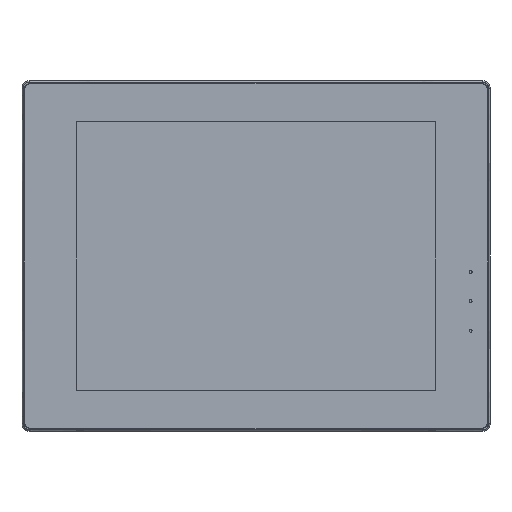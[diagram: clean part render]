
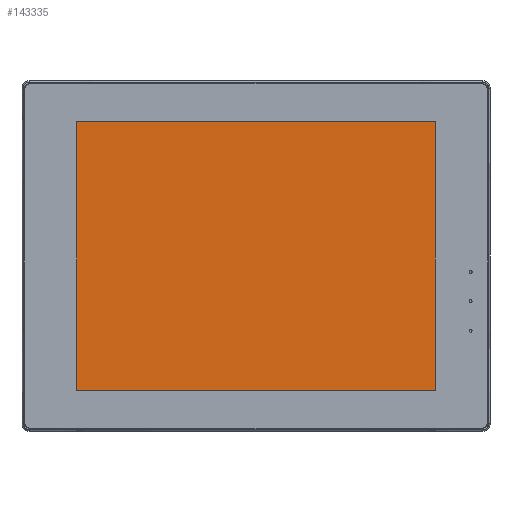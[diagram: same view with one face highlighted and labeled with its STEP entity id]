
A CAD part, top view. The second image highlights one B-rep face of the part: STEP entity #143335.
In plain terms, the highlighted planar face has unit normal (0, 0, 1).
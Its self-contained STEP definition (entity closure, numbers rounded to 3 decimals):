
#143066=DIRECTION('',(1.,0.,0.));
#143067=VECTOR('',#143066,304.728);
#143068=CARTESIAN_POINT('',(-152.364,114.348,6.15));
#143069=LINE('',#143068,#143067);
#143074=DIRECTION('',(0.,-1.,0.));
#143075=VECTOR('',#143074,228.696);
#143076=CARTESIAN_POINT('',(152.364,114.348,6.15));
#143077=LINE('',#143076,#143075);
#143082=DIRECTION('',(-1.,0.,0.));
#143083=VECTOR('',#143082,304.728);
#143084=CARTESIAN_POINT('',(152.364,-114.348,6.15));
#143085=LINE('',#143084,#143083);
#143090=DIRECTION('',(0.,1.,0.));
#143091=VECTOR('',#143090,228.696);
#143092=CARTESIAN_POINT('',(-152.364,-114.348,6.15));
#143093=LINE('',#143092,#143091);
#143150=CARTESIAN_POINT('',(-152.364,114.348,6.15));
#143151=CARTESIAN_POINT('',(152.364,114.348,6.15));
#143152=VERTEX_POINT('',#143150);
#143153=VERTEX_POINT('',#143151);
#143154=CARTESIAN_POINT('',(152.364,-114.348,6.15));
#143155=VERTEX_POINT('',#143154);
#143156=CARTESIAN_POINT('',(-152.364,-114.348,6.15));
#143157=VERTEX_POINT('',#143156);
#143321=CARTESIAN_POINT('',(0.,0.,6.15));
#143322=DIRECTION('',(0.,0.,-1.));
#143323=DIRECTION('',(-1.,0.,0.));
#143324=AXIS2_PLACEMENT_3D('',#143321,#143322,#143323);
#143325=PLANE('',#143324);
#143326=ORIENTED_EDGE('',*,*,#143311,.T.);
#143328=ORIENTED_EDGE('',*,*,#143327,.T.);
#143330=ORIENTED_EDGE('',*,*,#143329,.T.);
#143332=ORIENTED_EDGE('',*,*,#143331,.T.);
#143333=EDGE_LOOP('',(#143326,#143328,#143330,#143332));
#143334=FACE_OUTER_BOUND('',#143333,.F.);
#143335=ADVANCED_FACE('',(#143334),#143325,.F.);
#143311=EDGE_CURVE('',#143152,#143153,#143069,.T.);
#143327=EDGE_CURVE('',#143153,#143155,#143077,.T.);
#143329=EDGE_CURVE('',#143155,#143157,#143085,.T.);
#143331=EDGE_CURVE('',#143157,#143152,#143093,.T.);
